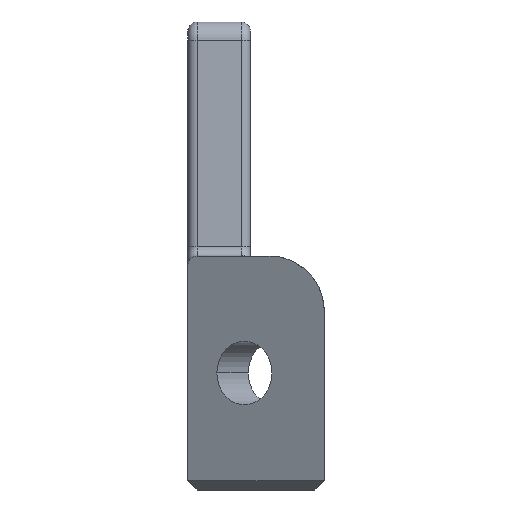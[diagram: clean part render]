
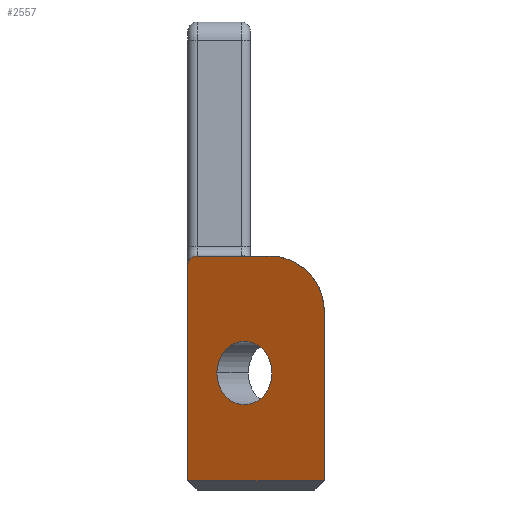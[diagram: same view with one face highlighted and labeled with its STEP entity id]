
A CAD part, left-side view. The second image highlights one B-rep face of the part: STEP entity #2557.
In plain terms, the highlighted planar face has unit normal (-0.866, 0.5, 0).
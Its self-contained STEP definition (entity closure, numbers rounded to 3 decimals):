
#82 = EDGE_CURVE ( 'NONE', #920, #3286, #973, .T. ) ;
#117 = DIRECTION ( 'NONE',  ( 0.5, 0.866, 0. ) ) ;
#134 = VECTOR ( 'NONE', #563, 1000. ) ;
#141 = CARTESIAN_POINT ( 'NONE',  ( -21.905, -2., 25.4 ) ) ;
#206 = CARTESIAN_POINT ( 'NONE',  ( -20.369, 0.66, 12.7 ) ) ;
#253 = VECTOR ( 'NONE', #3811, 1000. ) ;
#270 =( BOUNDED_CURVE ( )  B_SPLINE_CURVE ( 3, ( #3087, #1314, #1938, #141 ),
 .UNSPECIFIED., .F., .F. ) 
 B_SPLINE_CURVE_WITH_KNOTS ( ( 4, 4 ),
 ( 3.142, 4.712 ),
 .UNSPECIFIED. ) 
 CURVE ( )  GEOMETRIC_REPRESENTATION_ITEM ( )  RATIONAL_B_SPLINE_CURVE ( ( 1., 0.805, 0.805, 1. ) ) 
 REPRESENTATION_ITEM ( '' )  );
#311 = VERTEX_POINT ( 'NONE', #2011 ) ;
#372 =( BOUNDED_CURVE ( )  B_SPLINE_CURVE ( 3, ( #811, #2569, #3161, #1414 ),
 .UNSPECIFIED., .F., .F. ) 
 B_SPLINE_CURVE_WITH_KNOTS ( ( 4, 4 ),
 ( 1.571, 3.142 ),
 .UNSPECIFIED. ) 
 CURVE ( )  GEOMETRIC_REPRESENTATION_ITEM ( )  RATIONAL_B_SPLINE_CURVE ( ( 1., 0.805, 0.805, 1. ) ) 
 REPRESENTATION_ITEM ( '' )  );
#392 = EDGE_CURVE ( 'NONE', #311, #3282, #3187, .T. ) ;
#491 = DIRECTION ( 'NONE',  ( 0.5, 0.866, 0. ) ) ;
#499 = DIRECTION ( 'NONE',  ( 0., 0., -1. ) ) ;
#503 = VERTEX_POINT ( 'NONE', #3585 ) ;
#563 = DIRECTION ( 'NONE',  ( 0., 0., -1. ) ) ;
#648 = DIRECTION ( 'NONE',  ( 0.5, 0.866, 0. ) ) ;
#657 = CARTESIAN_POINT ( 'NONE',  ( -25.369, -8., 25.4 ) ) ;
#761 = EDGE_CURVE ( 'NONE', #503, #2423, #2729, .T. ) ;
#811 = CARTESIAN_POINT ( 'NONE',  ( -17.401, 5.8, 25.4 ) ) ;
#843 = ORIENTED_EDGE ( 'NONE', *, *, #3370, .F. ) ;
#848 = LINE ( 'NONE', #2064, #253 ) ;
#871 = ORIENTED_EDGE ( 'NONE', *, *, #82, .T. ) ;
#878 = EDGE_CURVE ( 'NONE', #2423, #503, #3832, .T. ) ;
#920 = VERTEX_POINT ( 'NONE', #3738 ) ;
#973 = LINE ( 'NONE', #1508, #2461 ) ;
#1069 = AXIS2_PLACEMENT_3D ( 'NONE', #1531, #2432, #648 ) ;
#1189 = CARTESIAN_POINT ( 'NONE',  ( -25.369, -8., 19.4 ) ) ;
#1270 = VERTEX_POINT ( 'NONE', #1189 ) ;
#1314 = CARTESIAN_POINT ( 'NONE',  ( -25.369, -8., 22.915 ) ) ;
#1320 = FACE_OUTER_BOUND ( 'NONE', #3778, .T. ) ;
#1387 = AXIS2_PLACEMENT_3D ( 'NONE', #3656, #1914, #117 ) ;
#1414 = CARTESIAN_POINT ( 'NONE',  ( -16.824, 6.8, 24.4 ) ) ;
#1508 = CARTESIAN_POINT ( 'NONE',  ( -20.75, 0., 25.4 ) ) ;
#1531 = CARTESIAN_POINT ( 'NONE',  ( -20.75, 0., 50.8 ) ) ;
#1793 = DIRECTION ( 'NONE',  ( 0.5, 0.866, 0. ) ) ;
#1795 = VECTOR ( 'NONE', #499, 1000. ) ;
#1822 = CARTESIAN_POINT ( 'NONE',  ( -16.824, 6.8, 1. ) ) ;
#1914 = DIRECTION ( 'NONE',  ( 0.866, -0.5, 0. ) ) ;
#1938 = CARTESIAN_POINT ( 'NONE',  ( -23.934, -5.515, 25.4 ) ) ;
#2011 = CARTESIAN_POINT ( 'NONE',  ( -16.824, 6.8, 24.4 ) ) ;
#2064 = CARTESIAN_POINT ( 'NONE',  ( -25.369, -8., 1. ) ) ;
#2083 = VERTEX_POINT ( 'NONE', #2723 ) ;
#2135 = PLANE ( 'NONE',  #1069 ) ;
#2175 = EDGE_LOOP ( 'NONE', ( #2926, #2894 ) ) ;
#2286 = DIRECTION ( 'NONE',  ( 0.866, -0.5, 0. ) ) ;
#2423 = VERTEX_POINT ( 'NONE', #3153 ) ;
#2432 = DIRECTION ( 'NONE',  ( 0.866, -0.5, 0. ) ) ;
#2461 = VECTOR ( 'NONE', #1793, 1000. ) ;
#2473 = AXIS2_PLACEMENT_3D ( 'NONE', #206, #2286, #491 ) ;
#2557 = ADVANCED_FACE ( 'NONE', ( #2887, #1320 ), #2135, .F. ) ;
#2569 = CARTESIAN_POINT ( 'NONE',  ( -17.063, 6.386, 25.4 ) ) ;
#2602 = ORIENTED_EDGE ( 'NONE', *, *, #392, .T. ) ;
#2639 = CARTESIAN_POINT ( 'NONE',  ( -16.824, 6.8, 50.8 ) ) ;
#2715 = EDGE_CURVE ( 'NONE', #1270, #920, #270, .T. ) ;
#2720 = ORIENTED_EDGE ( 'NONE', *, *, #2715, .T. ) ;
#2723 = CARTESIAN_POINT ( 'NONE',  ( -25.369, -8., 1. ) ) ;
#2729 = CIRCLE ( 'NONE', #1387, 3.45 ) ;
#2887 = FACE_BOUND ( 'NONE', #2175, .T. ) ;
#2894 = ORIENTED_EDGE ( 'NONE', *, *, #761, .T. ) ;
#2926 = ORIENTED_EDGE ( 'NONE', *, *, #878, .T. ) ;
#3057 = EDGE_CURVE ( 'NONE', #3286, #311, #372, .T. ) ;
#3087 = CARTESIAN_POINT ( 'NONE',  ( -25.369, -8., 19.4 ) ) ;
#3153 = CARTESIAN_POINT ( 'NONE',  ( -22.094, -2.328, 12.7 ) ) ;
#3161 = CARTESIAN_POINT ( 'NONE',  ( -16.824, 6.8, 24.986 ) ) ;
#3162 = EDGE_CURVE ( 'NONE', #3282, #2083, #848, .T. ) ;
#3187 = LINE ( 'NONE', #2639, #134 ) ;
#3276 = CARTESIAN_POINT ( 'NONE',  ( -17.401, 5.8, 25.4 ) ) ;
#3282 = VERTEX_POINT ( 'NONE', #1822 ) ;
#3286 = VERTEX_POINT ( 'NONE', #3276 ) ;
#3329 = LINE ( 'NONE', #657, #1795 ) ;
#3370 = EDGE_CURVE ( 'NONE', #1270, #2083, #3329, .T. ) ;
#3505 = ORIENTED_EDGE ( 'NONE', *, *, #3162, .T. ) ;
#3585 = CARTESIAN_POINT ( 'NONE',  ( -18.644, 3.648, 12.7 ) ) ;
#3656 = CARTESIAN_POINT ( 'NONE',  ( -20.369, 0.66, 12.7 ) ) ;
#3738 = CARTESIAN_POINT ( 'NONE',  ( -21.905, -2., 25.4 ) ) ;
#3748 = ORIENTED_EDGE ( 'NONE', *, *, #3057, .T. ) ;
#3778 = EDGE_LOOP ( 'NONE', ( #871, #3748, #2602, #3505, #843, #2720 ) ) ;
#3811 = DIRECTION ( 'NONE',  ( -0.5, -0.866, 0. ) ) ;
#3832 = CIRCLE ( 'NONE', #2473, 3.45 ) ;
